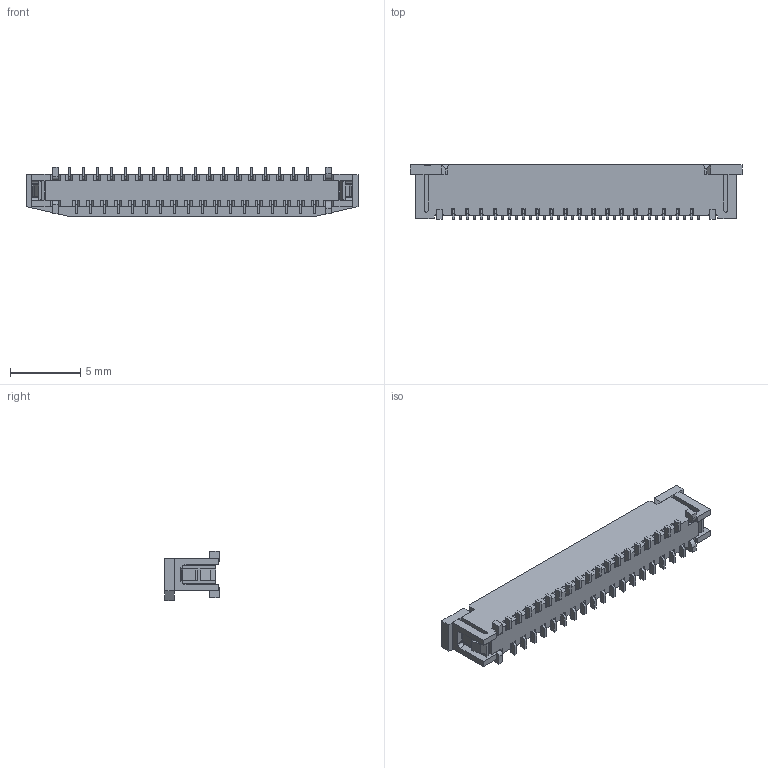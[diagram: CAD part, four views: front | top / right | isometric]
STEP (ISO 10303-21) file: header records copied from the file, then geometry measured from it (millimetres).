
FILE_DESCRIPTION(('HOOPS Exchange Step'),'2;1');
FILE_NAME('export-815CFE0B-3829-4AA2-A397-8927489C912F.stp','2023-01-07T18:52:52+16:00',('Daxxn'),('Alibre'),'HOOPS Exchange 2022.0','Alibre','Unknown authorisation');
FILE_SCHEMA( ('AP242_MANAGED_MODEL_BASED_3D_ENGINEERING_MIM_LF {1 0 10303 442 1 1 4 }') );
Length unit declared in the file: millimetre
Products named in the file (1): 525593652
Bounding box: 23.7 x 3.9 x 3.5 mm (x, y, z)
Volume: 181.3 mm3; surface area: 619.3 mm2
Topology: 1 solids, 1 shells, 1229 faces, 3819 edges, 2508 vertices
Faces by surface type: plane 999, cylinder 230
Entity records: 42748 total; most frequent: ORIENTED_EDGE 7638, CARTESIAN_POINT 7558, DIRECTION 6745, EDGE_CURVE 3819, VECTOR 3355, LINE 3355, VERTEX_POINT 2508, AXIS2_PLACEMENT_3D 1695
